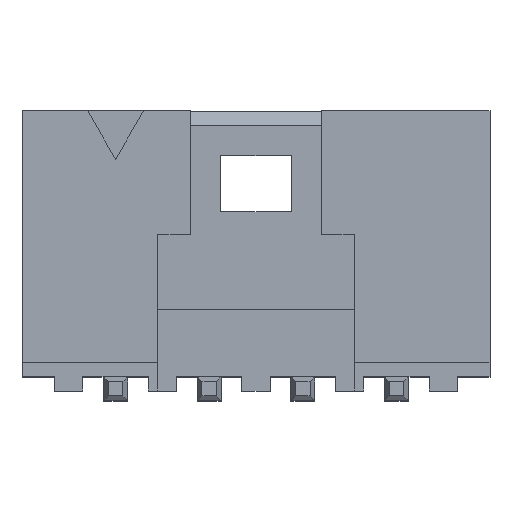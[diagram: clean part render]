
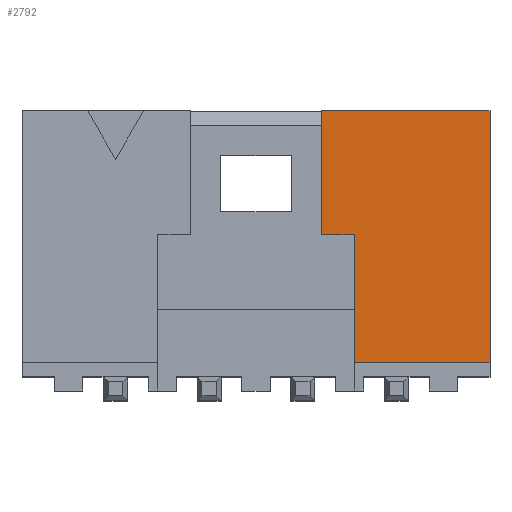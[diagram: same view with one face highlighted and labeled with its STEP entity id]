
A CAD part, top view. The second image highlights one B-rep face of the part: STEP entity #2792.
In plain terms, the highlighted planar face has unit normal (0, 0, 1).
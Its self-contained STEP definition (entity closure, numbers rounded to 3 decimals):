
#11 = DIRECTION ( 'NONE',  ( 0., 0., -1. ) ) ;
#32 = CARTESIAN_POINT ( 'NONE',  ( 5., 24.114, 3.05 ) ) ;
#86 = DIRECTION ( 'NONE',  ( 1., 0., 0. ) ) ;
#141 = ORIENTED_EDGE ( 'NONE', *, *, #2863, .F. ) ;
#277 = VECTOR ( 'NONE', #1617, 1000. ) ;
#296 = EDGE_CURVE ( 'NONE', #2711, #1255, #2129, .T. ) ;
#298 = EDGE_CURVE ( 'NONE', #1305, #3329, #3319, .T. ) ;
#339 = VECTOR ( 'NONE', #86, 1000. ) ;
#444 = CARTESIAN_POINT ( 'NONE',  ( 1.4, 3.55, 3.05 ) ) ;
#672 = CARTESIAN_POINT ( 'NONE',  ( 2.1, 3.55, 3.05 ) ) ;
#736 = EDGE_CURVE ( 'NONE', #3329, #2711, #3318, .T. ) ;
#747 = EDGE_LOOP ( 'NONE', ( #2650, #1272, #1482, #1022, #141, #1856 ) ) ;
#908 = AXIS2_PLACEMENT_3D ( 'NONE', #32, #11, #3521 ) ;
#1022 = ORIENTED_EDGE ( 'NONE', *, *, #3174, .F. ) ;
#1025 = VECTOR ( 'NONE', #3249, 1000. ) ;
#1059 = VERTEX_POINT ( 'NONE', #1749 ) ;
#1086 = VECTOR ( 'NONE', #1531, 1000. ) ;
#1249 = CARTESIAN_POINT ( 'NONE',  ( 2.1, 0., 3.05 ) ) ;
#1255 = VERTEX_POINT ( 'NONE', #2106 ) ;
#1272 = ORIENTED_EDGE ( 'NONE', *, *, #736, .F. ) ;
#1305 = VERTEX_POINT ( 'NONE', #1784 ) ;
#1466 = VECTOR ( 'NONE', #2155, 1000. ) ;
#1482 = ORIENTED_EDGE ( 'NONE', *, *, #298, .F. ) ;
#1498 = CARTESIAN_POINT ( 'NONE',  ( 5., 0.81, 3.05 ) ) ;
#1531 = DIRECTION ( 'NONE',  ( -1., 0., 0. ) ) ;
#1616 = LINE ( 'NONE', #2490, #1466 ) ;
#1617 = DIRECTION ( 'NONE',  ( -1., 0., 0. ) ) ;
#1636 = VERTEX_POINT ( 'NONE', #1498 ) ;
#1749 = CARTESIAN_POINT ( 'NONE',  ( 2.1, 0.81, 3.05 ) ) ;
#1754 = EDGE_CURVE ( 'NONE', #1255, #1636, #1616, .T. ) ;
#1784 = CARTESIAN_POINT ( 'NONE',  ( 2.1, 3.55, 3.05 ) ) ;
#1856 = ORIENTED_EDGE ( 'NONE', *, *, #1754, .F. ) ;
#2064 = DIRECTION ( 'NONE',  ( 0., 1., 0. ) ) ;
#2101 = VECTOR ( 'NONE', #2064, 1000. ) ;
#2106 = CARTESIAN_POINT ( 'NONE',  ( 5., 6.2, 3.05 ) ) ;
#2129 = LINE ( 'NONE', #3549, #339 ) ;
#2155 = DIRECTION ( 'NONE',  ( 0., -1., 0. ) ) ;
#2490 = CARTESIAN_POINT ( 'NONE',  ( 5., 24.114, 3.05 ) ) ;
#2650 = ORIENTED_EDGE ( 'NONE', *, *, #296, .F. ) ;
#2652 = LINE ( 'NONE', #1249, #2101 ) ;
#2711 = VERTEX_POINT ( 'NONE', #3762 ) ;
#2731 = CARTESIAN_POINT ( 'NONE',  ( 5., 0.81, 3.05 ) ) ;
#2792 = ADVANCED_FACE ( 'NONE', ( #2946 ), #3265, .F. ) ;
#2863 = EDGE_CURVE ( 'NONE', #1636, #1059, #3601, .T. ) ;
#2946 = FACE_OUTER_BOUND ( 'NONE', #747, .T. ) ;
#3174 = EDGE_CURVE ( 'NONE', #1059, #1305, #2652, .T. ) ;
#3249 = DIRECTION ( 'NONE',  ( 0., 1., 0. ) ) ;
#3265 = PLANE ( 'NONE',  #908 ) ;
#3318 = LINE ( 'NONE', #3565, #1025 ) ;
#3319 = LINE ( 'NONE', #672, #1086 ) ;
#3329 = VERTEX_POINT ( 'NONE', #444 ) ;
#3521 = DIRECTION ( 'NONE',  ( -1., 0., 0. ) ) ;
#3549 = CARTESIAN_POINT ( 'NONE',  ( 5., 6.2, 3.05 ) ) ;
#3565 = CARTESIAN_POINT ( 'NONE',  ( 1.4, 3.55, 3.05 ) ) ;
#3601 = LINE ( 'NONE', #2731, #277 ) ;
#3762 = CARTESIAN_POINT ( 'NONE',  ( 1.4, 6.2, 3.05 ) ) ;
